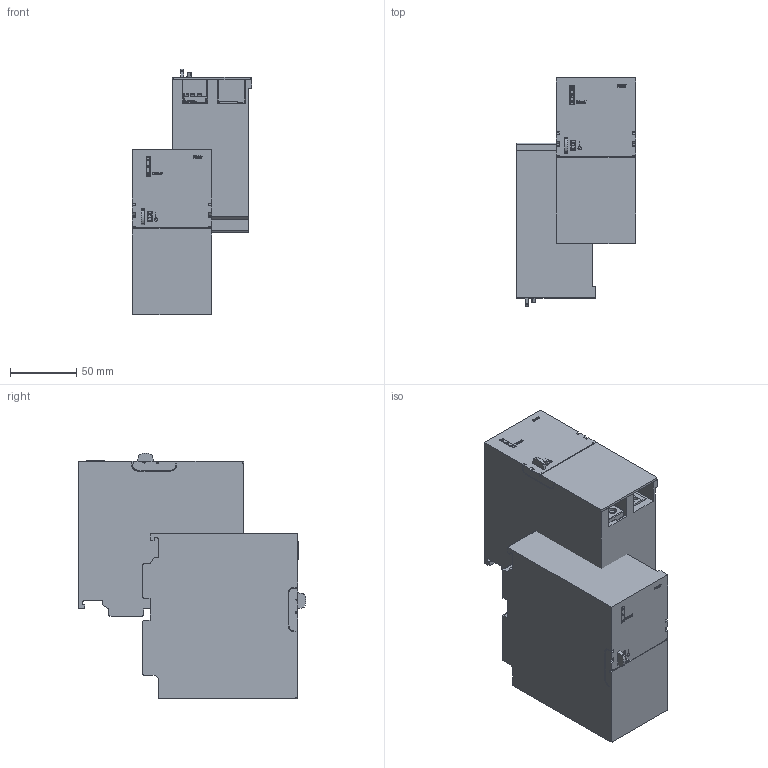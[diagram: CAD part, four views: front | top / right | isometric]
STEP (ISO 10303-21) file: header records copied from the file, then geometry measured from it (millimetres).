
FILE_DESCRIPTION( ( 'Unknown' ), '1' );
FILE_NAME( '6es73071ea010aa0_001_stp.stp', 'Unknown', ( 'Unknown' ), ( 'Unknown' ), 'PSStep 10.0', 'Unknown', ' ' );
FILE_SCHEMA( ( 'AUTOMOTIVE_DESIGN { 1 0 10303 214 1 1 1 1 }' ) );
Length unit declared in the file: millimetre
Products named in the file (4): Assem1; 6es73071ea010aa0_001_stp
Bounding box: 90 x 172.02 x 185.52 mm (x, y, z)
Volume: 370355.6 mm3; surface area: 306160.3 mm2
Topology: 4 solids, 1346 shells, 3616 faces, 14062 edges, 11894 vertices
Faces by surface type: plane 2524, cylinder 854, extrusion 104, torus 44, cone 40, bspline 32, sphere 18
Full cylindrical faces by diameter (mm): 0.457 x12, 0.6 x2, 0.9 x2, 1 x4, 1.2 x24, 1.85 x4, 2 x6, 2.2 x2, 2.5 x2, 3.55 x12, 3.65 x12, 4 x6, 4.5 x6, 7 x2, 7.8 x2, 8.5 x2
Entity records: 106672 total; most frequent: CARTESIAN_POINT 23519, DIRECTION 10087, ORIENTED_EDGE 9980, EDGE_CURVE 6913, VERTEX_POINT 5901, VECTOR 5303, LINE 5251, PRESENTATION_STYLE_ASSIGNMENT 4741
